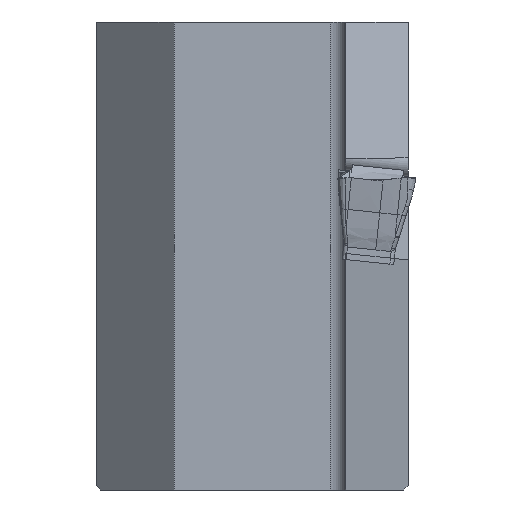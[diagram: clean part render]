
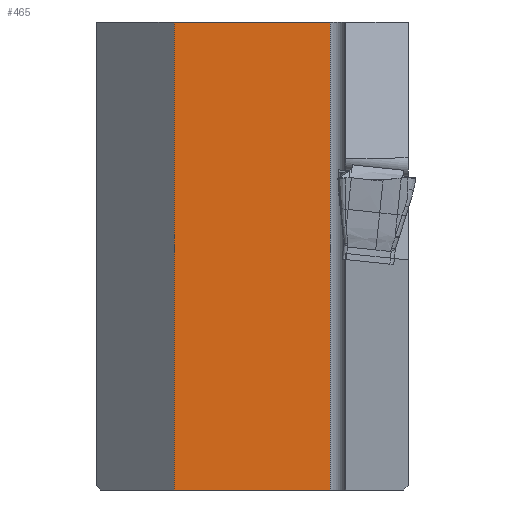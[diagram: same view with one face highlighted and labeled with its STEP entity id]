
A CAD part, left-side view. The second image highlights one B-rep face of the part: STEP entity #465.
In plain terms, the highlighted planar face has unit normal (-1, 0, 0).
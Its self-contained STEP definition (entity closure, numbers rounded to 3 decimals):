
#465=ADVANCED_FACE('',(#633),#596,.F.);
#596=PLANE('',#2660);
#633=FACE_OUTER_BOUND('',#764,.T.);
#764=EDGE_LOOP('',(#996,#997,#998,#999));
#996=ORIENTED_EDGE('',*,*,#1999,.F.);
#997=ORIENTED_EDGE('',*,*,#2041,.T.);
#998=ORIENTED_EDGE('',*,*,#2020,.T.);
#999=ORIENTED_EDGE('',*,*,#2042,.T.);
#1716=VERTEX_POINT('',#2987);
#1717=VERTEX_POINT('',#2989);
#1732=VERTEX_POINT('',#3030);
#1733=VERTEX_POINT('',#3032);
#1999=EDGE_CURVE('',#1716,#1717,#2400,.T.);
#2020=EDGE_CURVE('',#1733,#1732,#2418,.T.);
#2041=EDGE_CURVE('',#1716,#1733,#2437,.T.);
#2042=EDGE_CURVE('',#1732,#1717,#2438,.T.);
#2400=LINE('',#2988,#2515);
#2418=LINE('',#3031,#2533);
#2437=LINE('',#3071,#2552);
#2438=LINE('',#3072,#2553);
#2515=VECTOR('',#2725,1.);
#2533=VECTOR('',#2761,1.);
#2552=VECTOR('',#2810,1.);
#2553=VECTOR('',#2811,1.);
#2660=AXIS2_PLACEMENT_3D('',#3073,#2812,#2813);
#2725=DIRECTION('',(0.,-1.,0.));
#2761=DIRECTION('',(0.,-1.,0.));
#2810=DIRECTION('',(0.,0.,-1.));
#2811=DIRECTION('',(0.,0.,1.));
#2812=DIRECTION('',(1.,0.,0.));
#2813=DIRECTION('',(0.,0.,-1.));
#2987=CARTESIAN_POINT('',(21.,-5.,10.));
#2988=CARTESIAN_POINT('',(21.,10.,10.));
#2989=CARTESIAN_POINT('',(21.,-15.,10.));
#3030=CARTESIAN_POINT('',(21.,-15.,-20.));
#3031=CARTESIAN_POINT('',(21.,10.,-20.));
#3032=CARTESIAN_POINT('',(21.,-5.,-20.));
#3071=CARTESIAN_POINT('',(21.,-5.,-30.));
#3072=CARTESIAN_POINT('',(21.,-15.,10.));
#3073=CARTESIAN_POINT('',(21.,10.,-20.));
